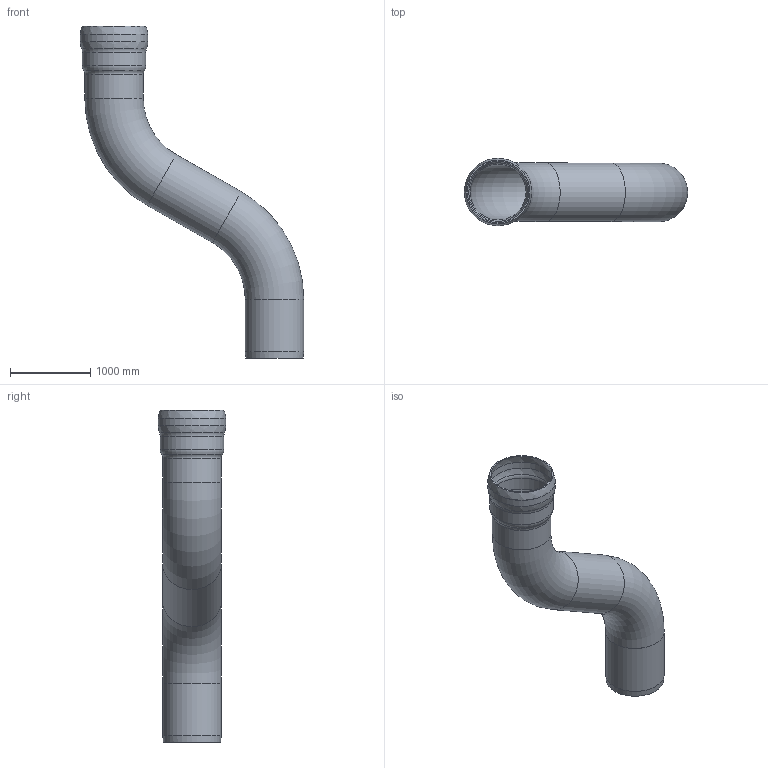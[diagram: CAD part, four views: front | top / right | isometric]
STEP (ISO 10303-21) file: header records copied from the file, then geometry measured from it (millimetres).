
FILE_DESCRIPTION(/* description */ (''),/* implementation_level */ '2;1');
FILE_NAME(/* name */ '00380.070X_3D.stp',/* time_stamp */ '2024-12-11T12:55:35+01:00',/* author */ ('CAD'),/* organization */ (''),/* preprocessor_version */ 'ST-DEVELOPER v20',/* originating_system */ 'AutoCAD Mechanical',/* authorisation */ '');
FILE_SCHEMA (('AUTOMOTIVE_DESIGN { 1 0 10303 214 3 1 1 }'));
Length unit declared in the file: centimetre
Products named in the file (1): Product
Bounding box: 2786 x 842 x 4140 mm (x, y, z)
Volume: 180128641.8 mm3; surface area: 23071498.5 mm2
Topology: 1 solids, 1 shells, 30 faces, 67 edges, 41 vertices
Faces by surface type: cylinder 10, torus 10, bspline 4, plane 4, cone 2
Full cylindrical faces by diameter (mm): 698 x1, 700 x2, 730 x3, 762 x1, 792 x1, 812 x1, 842 x1
Entity records: 981 total; most frequent: CARTESIAN_POINT 245, DIRECTION 176, ORIENTED_EDGE 134, AXIS2_PLACEMENT_3D 82, EDGE_CURVE 67, CIRCLE 55, VERTEX_POINT 43, EDGE_LOOP 36
